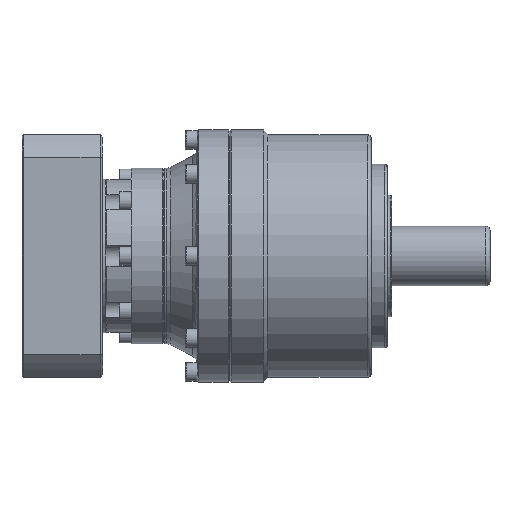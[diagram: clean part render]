
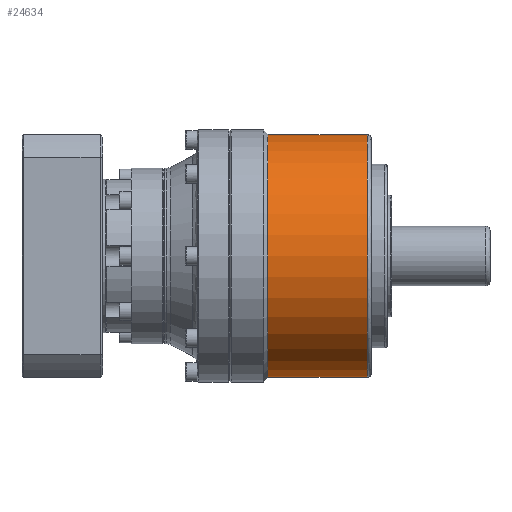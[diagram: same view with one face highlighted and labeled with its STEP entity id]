
A CAD part, front view. The second image highlights one B-rep face of the part: STEP entity #24634.
In plain terms, the highlighted cylindrical face has radius 45 mm (diameter 90 mm), a partial arc.
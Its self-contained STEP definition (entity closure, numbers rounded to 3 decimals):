
#95 = AXIS2_PLACEMENT_3D ( 'NONE', #21411, #21387, #21382 ) ;
#231 = DIRECTION ( 'NONE',  ( -1., 0., 0. ) ) ;
#430 = FACE_OUTER_BOUND ( 'NONE', #17155, .T. ) ;
#2347 = DIRECTION ( 'NONE',  ( 0., 0., 1. ) ) ;
#2684 = EDGE_CURVE ( 'NONE', #6835, #18109, #8615, .T. ) ;
#2940 = EDGE_CURVE ( 'NONE', #24153, #3566, #10207, .T. ) ;
#3461 = DIRECTION ( 'NONE',  ( 1., 0., 0. ) ) ;
#3566 = VERTEX_POINT ( 'NONE', #22185 ) ;
#3603 = EDGE_CURVE ( 'NONE', #24153, #6835, #4521, .T. ) ;
#4521 = CIRCLE ( 'NONE', #95, 45. ) ;
#5159 = AXIS2_PLACEMENT_3D ( 'NONE', #16413, #3461, #18548 ) ;
#6128 = ORIENTED_EDGE ( 'NONE', *, *, #2940, .F. ) ;
#6835 = VERTEX_POINT ( 'NONE', #15822 ) ;
#6851 = AXIS2_PLACEMENT_3D ( 'NONE', #21559, #231, #2347 ) ;
#8615 = LINE ( 'NONE', #25035, #26437 ) ;
#10207 = LINE ( 'NONE', #19448, #26305 ) ;
#12922 = ORIENTED_EDGE ( 'NONE', *, *, #3603, .T. ) ;
#13453 = EDGE_CURVE ( 'NONE', #18109, #3566, #24000, .T. ) ;
#14348 = ORIENTED_EDGE ( 'NONE', *, *, #13453, .T. ) ;
#15822 = CARTESIAN_POINT ( 'NONE',  ( -45.5, 0., 45. ) ) ;
#16413 = CARTESIAN_POINT ( 'NONE',  ( -82.409, 0., 0. ) ) ;
#17155 = EDGE_LOOP ( 'NONE', ( #6128, #12922, #23257, #14348 ) ) ;
#18109 = VERTEX_POINT ( 'NONE', #19653 ) ;
#18548 = DIRECTION ( 'NONE',  ( 0., 0., 1. ) ) ;
#19266 = DIRECTION ( 'NONE',  ( -1., 0., 0. ) ) ;
#19448 = CARTESIAN_POINT ( 'NONE',  ( -44., 0., -45. ) ) ;
#19653 = CARTESIAN_POINT ( 'NONE',  ( -82.409, 0., 45. ) ) ;
#19794 = CARTESIAN_POINT ( 'NONE',  ( -45.5, 0., -45. ) ) ;
#21382 = DIRECTION ( 'NONE',  ( 0., 0., 1. ) ) ;
#21387 = DIRECTION ( 'NONE',  ( -1., 0., 0. ) ) ;
#21411 = CARTESIAN_POINT ( 'NONE',  ( -45.5, 0., 0. ) ) ;
#21559 = CARTESIAN_POINT ( 'NONE',  ( -44., 0., 0. ) ) ;
#22185 = CARTESIAN_POINT ( 'NONE',  ( -82.409, 0., -45. ) ) ;
#23257 = ORIENTED_EDGE ( 'NONE', *, *, #2684, .T. ) ;
#24000 = CIRCLE ( 'NONE', #5159, 45. ) ;
#24153 = VERTEX_POINT ( 'NONE', #19794 ) ;
#24634 = ADVANCED_FACE ( 'NONE', ( #430 ), #25356, .T. ) ;
#24868 = DIRECTION ( 'NONE',  ( -1., 0., 0. ) ) ;
#25035 = CARTESIAN_POINT ( 'NONE',  ( -44., 0., 45. ) ) ;
#25356 = CYLINDRICAL_SURFACE ( 'NONE', #6851, 45. ) ;
#26305 = VECTOR ( 'NONE', #19266, 1000. ) ;
#26437 = VECTOR ( 'NONE', #24868, 1000. ) ;
